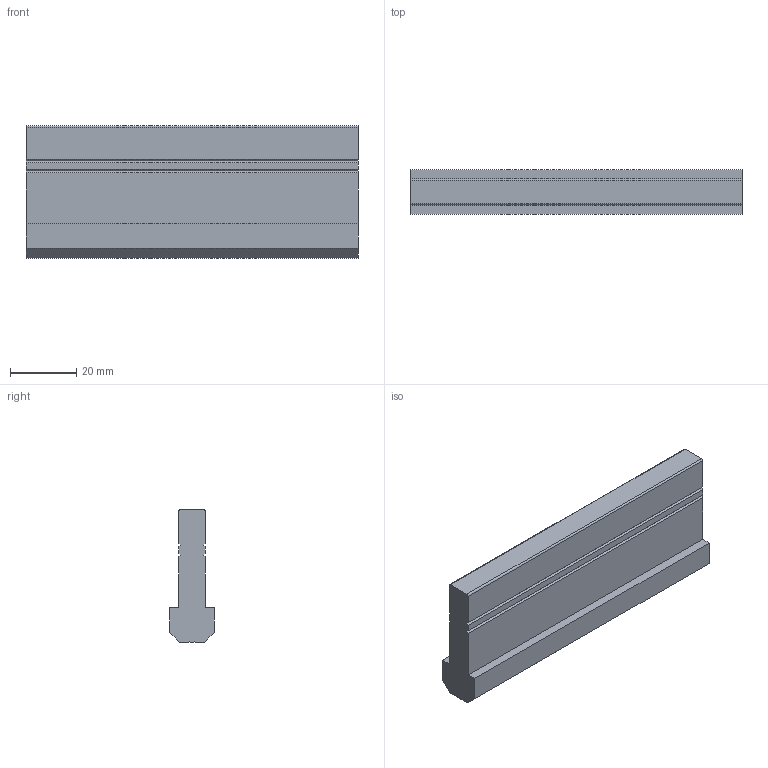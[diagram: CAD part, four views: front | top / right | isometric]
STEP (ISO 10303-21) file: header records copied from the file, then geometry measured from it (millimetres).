
FILE_DESCRIPTION(/* description */ ('STEP AP203'),/* implementation_level */ '2;1');
FILE_NAME(/* name */ 'PS1340.stp',/* time_stamp */ '2022-07-12T12:22:37+02:00',/* author */ (''),/* organization */ (''),/* preprocessor_version */ 'ST-DEVELOPER v18.1',/* originating_system */ 'Autodesk Inventor 2021',/* authorisation */ '');
FILE_SCHEMA (('AUTOMOTIVE_DESIGN { 1 0 10303 214 3 1 1 }'));
Length unit declared in the file: millimetre
Products named in the file (1): PS1340
Bounding box: 100 x 13.5 x 40 mm (x, y, z)
Volume: 36754 mm3; surface area: 11245.8 mm2
Topology: 1 solids, 1 shells, 31 faces, 87 edges, 58 vertices
Faces by surface type: plane 28, cylinder 3
Entity records: 1028 total; most frequent: CARTESIAN_POINT 177, ORIENTED_EDGE 174, DIRECTION 157, EDGE_CURVE 87, LINE 81, VECTOR 81, VERTEX_POINT 58, AXIS2_PLACEMENT_3D 38
